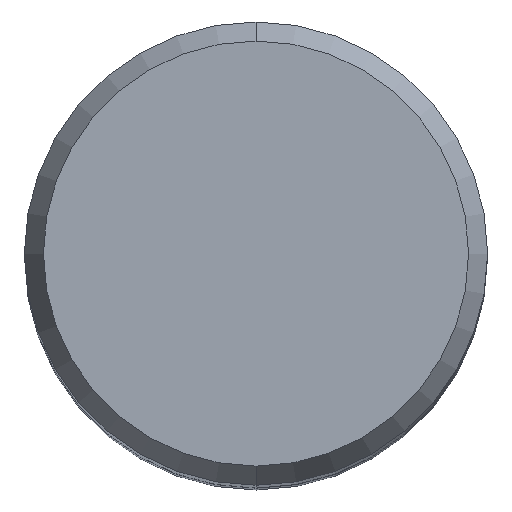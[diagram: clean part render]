
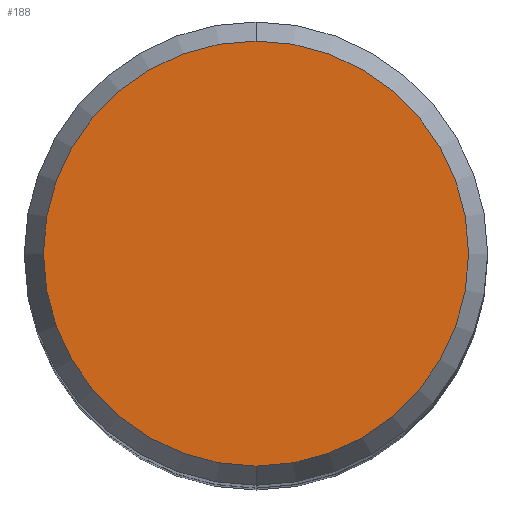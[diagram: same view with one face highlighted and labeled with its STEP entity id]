
A CAD part, top view. The second image highlights one B-rep face of the part: STEP entity #188.
In plain terms, the highlighted planar face has unit normal (0, 0, 1).
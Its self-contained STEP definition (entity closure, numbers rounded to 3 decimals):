
#122=EDGE_CURVE('',#180,#152,#264,.T.);
#152=VERTEX_POINT('',#300);
#180=VERTEX_POINT('',#332);
#188=ADVANCED_FACE('',(#340),#341,.T.);
#198=EDGE_CURVE('',#152,#180,#351,.T.);
#264=CIRCLE('',#418,5.104);
#300=CARTESIAN_POINT('',(0.,-5.104,0.01));
#332=CARTESIAN_POINT('',(0.0,5.104,0.01));
#340=FACE_OUTER_BOUND('',#512,.T.);
#341=PLANE('',#513);
#351=CIRCLE('',#526,5.104);
#418=AXIS2_PLACEMENT_3D('',#588,#589,#590);
#512=EDGE_LOOP('',(#694,#695));
#513=AXIS2_PLACEMENT_3D('',#696,#697,#698);
#526=AXIS2_PLACEMENT_3D('',#704,#705,#706);
#588=CARTESIAN_POINT('',(0.0,0.0,0.01));
#589=DIRECTION('',(0.0,0.0,-1.0));
#590=DIRECTION('',(0.0,1.0,0.0));
#694=ORIENTED_EDGE('',*,*,#122,.F.);
#695=ORIENTED_EDGE('',*,*,#198,.F.);
#696=CARTESIAN_POINT('',(0.0,2.552,0.01));
#697=DIRECTION('',(-0.0,0.0,1.0));
#698=DIRECTION('',(0.0,-1.0,0.0));
#704=CARTESIAN_POINT('',(0.0,0.0,0.01));
#705=DIRECTION('',(0.0,0.0,-1.0));
#706=DIRECTION('',(0.0,1.0,0.0));
